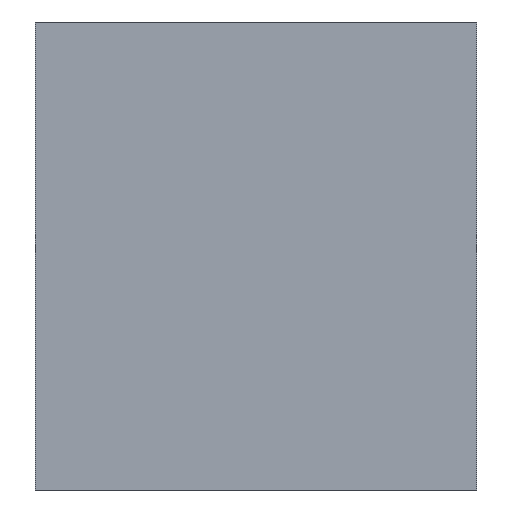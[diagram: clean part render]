
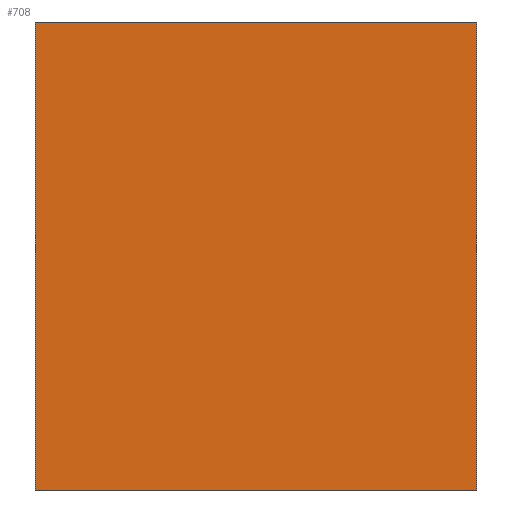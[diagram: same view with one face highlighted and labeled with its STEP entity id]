
A CAD part, left-side view. The second image highlights one B-rep face of the part: STEP entity #708.
In plain terms, the highlighted planar face has unit normal (-1, 0, 0).
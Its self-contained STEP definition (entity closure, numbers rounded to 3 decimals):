
#1 = FACE_OUTER_BOUND ( 'NONE', #663, .T. ) ;
#68 = CARTESIAN_POINT ( 'NONE',  ( 0., 0., 48. ) ) ;
#72 = ORIENTED_EDGE ( 'NONE', *, *, #590, .T. ) ;
#90 = LINE ( 'NONE', #361, #254 ) ;
#136 = VECTOR ( 'NONE', #374, 1000. ) ;
#165 = AXIS2_PLACEMENT_3D ( 'NONE', #68, #462, #272 ) ;
#182 = DIRECTION ( 'NONE',  ( 0., 0., -1. ) ) ;
#197 = PLANE ( 'NONE',  #165 ) ;
#230 = CARTESIAN_POINT ( 'NONE',  ( 0., 50., 48. ) ) ;
#238 = EDGE_CURVE ( 'NONE', #599, #375, #458, .T. ) ;
#247 = CARTESIAN_POINT ( 'NONE',  ( 0., 0., 48. ) ) ;
#254 = VECTOR ( 'NONE', #291, 1000. ) ;
#272 = DIRECTION ( 'NONE',  ( 0., 0., -1. ) ) ;
#291 = DIRECTION ( 'NONE',  ( 0., 0., -1. ) ) ;
#309 = VECTOR ( 'NONE', #182, 1000. ) ;
#314 = CARTESIAN_POINT ( 'NONE',  ( 0., 0., 48. ) ) ;
#316 = LINE ( 'NONE', #247, #309 ) ;
#327 = VERTEX_POINT ( 'NONE', #738 ) ;
#336 = DIRECTION ( 'NONE',  ( 0., 1., 0. ) ) ;
#341 = LINE ( 'NONE', #544, #447 ) ;
#344 = ORIENTED_EDGE ( 'NONE', *, *, #645, .F. ) ;
#361 = CARTESIAN_POINT ( 'NONE',  ( 0., 50., 48. ) ) ;
#374 = DIRECTION ( 'NONE',  ( 0., -1., 0. ) ) ;
#375 = VERTEX_POINT ( 'NONE', #413 ) ;
#413 = CARTESIAN_POINT ( 'NONE',  ( 0., 0., 48. ) ) ;
#430 = ORIENTED_EDGE ( 'NONE', *, *, #238, .F. ) ;
#447 = VECTOR ( 'NONE', #336, 1000. ) ;
#458 = LINE ( 'NONE', #314, #136 ) ;
#462 = DIRECTION ( 'NONE',  ( 1., 0., 0. ) ) ;
#544 = CARTESIAN_POINT ( 'NONE',  ( 0., 50., -5. ) ) ;
#590 = EDGE_CURVE ( 'NONE', #599, #675, #90, .T. ) ;
#599 = VERTEX_POINT ( 'NONE', #230 ) ;
#645 = EDGE_CURVE ( 'NONE', #375, #327, #316, .T. ) ;
#663 = EDGE_LOOP ( 'NONE', ( #72, #834, #344, #430 ) ) ;
#675 = VERTEX_POINT ( 'NONE', #852 ) ;
#708 = ADVANCED_FACE ( 'NONE', ( #1 ), #197, .F. ) ;
#720 = EDGE_CURVE ( 'NONE', #327, #675, #341, .T. ) ;
#738 = CARTESIAN_POINT ( 'NONE',  ( 0., 0., -5. ) ) ;
#834 = ORIENTED_EDGE ( 'NONE', *, *, #720, .F. ) ;
#852 = CARTESIAN_POINT ( 'NONE',  ( 0., 50., -5. ) ) ;
